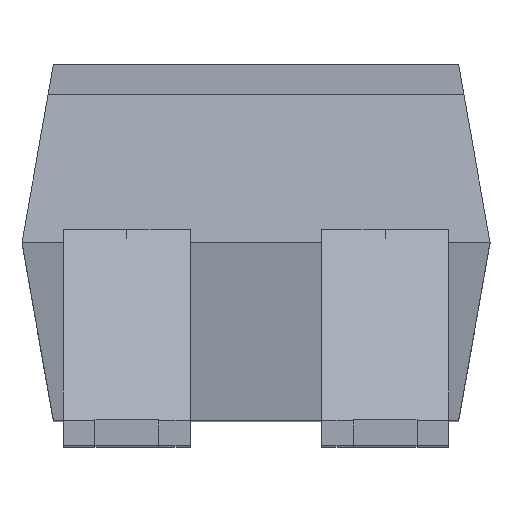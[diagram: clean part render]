
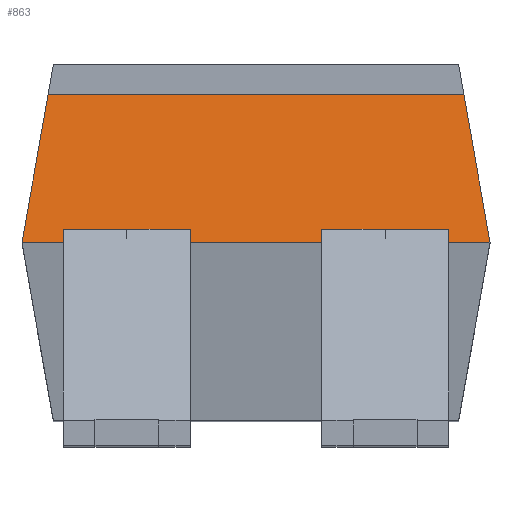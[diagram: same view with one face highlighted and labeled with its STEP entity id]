
A CAD part, top view. The second image highlights one B-rep face of the part: STEP entity #863.
In plain terms, the highlighted planar face has unit normal (0, 0.174, 0.985).
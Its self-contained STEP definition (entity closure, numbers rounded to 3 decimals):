
#6 = VERTEX_POINT ( 'NONE', #2370 ) ;
#15 = ORIENTED_EDGE ( 'NONE', *, *, #2621, .F. ) ;
#147 = DIRECTION ( 'NONE',  ( -0.171, -0.97, 0.171 ) ) ;
#152 = ORIENTED_EDGE ( 'NONE', *, *, #171, .T. ) ;
#171 = EDGE_CURVE ( 'NONE', #2530, #2296, #1964, .T. ) ;
#177 = VECTOR ( 'NONE', #147, 1000. ) ;
#215 = DIRECTION ( 'NONE',  ( 0., 0.985, -0.174 ) ) ;
#228 = CARTESIAN_POINT ( 'NONE',  ( -2.3, 0., 3.25 ) ) ;
#240 = ORIENTED_EDGE ( 'NONE', *, *, #2546, .T. ) ;
#254 = CARTESIAN_POINT ( 'NONE',  ( -1.27, 0.125, 3.228 ) ) ;
#274 = LINE ( 'NONE', #3021, #1670 ) ;
#277 = CARTESIAN_POINT ( 'NONE',  ( -1.27, 0., 3.25 ) ) ;
#290 = LINE ( 'NONE', #2146, #1645 ) ;
#398 = VERTEX_POINT ( 'NONE', #254 ) ;
#409 = DIRECTION ( 'NONE',  ( -1., 0., 0. ) ) ;
#422 = LINE ( 'NONE', #2975, #2571 ) ;
#456 = CARTESIAN_POINT ( 'NONE',  ( -2.3, 0.125, 3.228 ) ) ;
#502 = DIRECTION ( 'NONE',  ( 1., 0., 0. ) ) ;
#553 = DIRECTION ( 'NONE',  ( 1., 0., 0. ) ) ;
#594 = CARTESIAN_POINT ( 'NONE',  ( -2.3, 1.454, 2.994 ) ) ;
#604 = VECTOR ( 'NONE', #553, 1000. ) ;
#660 = CARTESIAN_POINT ( 'NONE',  ( 2.3, 0., 3.25 ) ) ;
#699 = LINE ( 'NONE', #456, #2984 ) ;
#732 = VECTOR ( 'NONE', #2942, 1000. ) ;
#828 = VECTOR ( 'NONE', #215, 1000. ) ;
#863 = ADVANCED_FACE ( 'NONE', ( #1611 ), #2523, .T. ) ;
#871 = CARTESIAN_POINT ( 'NONE',  ( -0.645, 0., 3.25 ) ) ;
#881 = CARTESIAN_POINT ( 'NONE',  ( -1.27, 0., 3.25 ) ) ;
#917 = DIRECTION ( 'NONE',  ( 0.171, -0.97, 0.171 ) ) ;
#970 = EDGE_CURVE ( 'NONE', #6, #2974, #290, .T. ) ;
#992 = EDGE_CURVE ( 'NONE', #1542, #1460, #1737, .T. ) ;
#1056 = EDGE_CURVE ( 'NONE', #2459, #398, #422, .T. ) ;
#1098 = LINE ( 'NONE', #1117, #732 ) ;
#1117 = CARTESIAN_POINT ( 'NONE',  ( 1.27, 0., 3.25 ) ) ;
#1134 = CARTESIAN_POINT ( 'NONE',  ( -2.3, 0., 3.25 ) ) ;
#1168 = DIRECTION ( 'NONE',  ( 0., -0.985, 0.174 ) ) ;
#1184 = LINE ( 'NONE', #2382, #2587 ) ;
#1289 = DIRECTION ( 'NONE',  ( -1., 0., 0. ) ) ;
#1296 = ORIENTED_EDGE ( 'NONE', *, *, #1384, .F. ) ;
#1302 = CARTESIAN_POINT ( 'NONE',  ( -0.645, 0.125, 3.228 ) ) ;
#1313 = EDGE_CURVE ( 'NONE', #2296, #1895, #2114, .T. ) ;
#1378 = EDGE_CURVE ( 'NONE', #1895, #2712, #699, .T. ) ;
#1382 = VECTOR ( 'NONE', #2816, 1000. ) ;
#1384 = EDGE_CURVE ( 'NONE', #1542, #2974, #274, .T. ) ;
#1419 = AXIS2_PLACEMENT_3D ( 'NONE', #1134, #1850, #1168 ) ;
#1460 = VERTEX_POINT ( 'NONE', #2859 ) ;
#1542 = VERTEX_POINT ( 'NONE', #1624 ) ;
#1553 = CARTESIAN_POINT ( 'NONE',  ( -2.3, 0., 3.25 ) ) ;
#1575 = DIRECTION ( 'NONE',  ( 0., -0.985, 0.174 ) ) ;
#1611 = FACE_OUTER_BOUND ( 'NONE', #2334, .T. ) ;
#1624 = CARTESIAN_POINT ( 'NONE',  ( 2.044, 1.454, 2.994 ) ) ;
#1632 = ORIENTED_EDGE ( 'NONE', *, *, #2603, .T. ) ;
#1645 = VECTOR ( 'NONE', #2832, 1000. ) ;
#1670 = VECTOR ( 'NONE', #917, 1000. ) ;
#1680 = VECTOR ( 'NONE', #1575, 1000. ) ;
#1731 = CARTESIAN_POINT ( 'NONE',  ( -2.3, 0., 3.25 ) ) ;
#1737 = LINE ( 'NONE', #594, #3019 ) ;
#1782 = LINE ( 'NONE', #881, #1680 ) ;
#1802 = ORIENTED_EDGE ( 'NONE', *, *, #1378, .T. ) ;
#1823 = LINE ( 'NONE', #1553, #177 ) ;
#1850 = DIRECTION ( 'NONE',  ( 0., 0.174, 0.985 ) ) ;
#1869 = DIRECTION ( 'NONE',  ( 0., 0.985, -0.174 ) ) ;
#1895 = VERTEX_POINT ( 'NONE', #2419 ) ;
#1964 = LINE ( 'NONE', #1731, #604 ) ;
#2054 = ORIENTED_EDGE ( 'NONE', *, *, #1313, .T. ) ;
#2103 = ORIENTED_EDGE ( 'NONE', *, *, #1056, .F. ) ;
#2114 = LINE ( 'NONE', #2788, #828 ) ;
#2146 = CARTESIAN_POINT ( 'NONE',  ( -2.3, 0., 3.25 ) ) ;
#2153 = ORIENTED_EDGE ( 'NONE', *, *, #970, .T. ) ;
#2247 = ORIENTED_EDGE ( 'NONE', *, *, #992, .T. ) ;
#2296 = VERTEX_POINT ( 'NONE', #3051 ) ;
#2334 = EDGE_LOOP ( 'NONE', ( #1296, #2247, #240, #1632, #2388, #2103, #15, #152, #2054, #1802, #2749, #2153 ) ) ;
#2355 = CARTESIAN_POINT ( 'NONE',  ( -2.3, 0., 3.25 ) ) ;
#2370 = CARTESIAN_POINT ( 'NONE',  ( 1.27, 0., 3.25 ) ) ;
#2382 = CARTESIAN_POINT ( 'NONE',  ( -0.645, 0., 3.25 ) ) ;
#2388 = ORIENTED_EDGE ( 'NONE', *, *, #2851, .F. ) ;
#2419 = CARTESIAN_POINT ( 'NONE',  ( 0.645, 0.125, 3.228 ) ) ;
#2459 = VERTEX_POINT ( 'NONE', #1302 ) ;
#2503 = VERTEX_POINT ( 'NONE', #277 ) ;
#2523 = PLANE ( 'NONE',  #1419 ) ;
#2530 = VERTEX_POINT ( 'NONE', #871 ) ;
#2546 = EDGE_CURVE ( 'NONE', #1460, #2620, #1823, .T. ) ;
#2558 = EDGE_CURVE ( 'NONE', #2712, #6, #1098, .T. ) ;
#2571 = VECTOR ( 'NONE', #409, 1000. ) ;
#2587 = VECTOR ( 'NONE', #1869, 1000. ) ;
#2599 = LINE ( 'NONE', #2355, #1382 ) ;
#2603 = EDGE_CURVE ( 'NONE', #2620, #2503, #2599, .T. ) ;
#2620 = VERTEX_POINT ( 'NONE', #228 ) ;
#2621 = EDGE_CURVE ( 'NONE', #2530, #2459, #1184, .T. ) ;
#2712 = VERTEX_POINT ( 'NONE', #2806 ) ;
#2749 = ORIENTED_EDGE ( 'NONE', *, *, #2558, .T. ) ;
#2788 = CARTESIAN_POINT ( 'NONE',  ( 0.645, 0., 3.25 ) ) ;
#2806 = CARTESIAN_POINT ( 'NONE',  ( 1.27, 0.125, 3.228 ) ) ;
#2816 = DIRECTION ( 'NONE',  ( 1., 0., 0. ) ) ;
#2832 = DIRECTION ( 'NONE',  ( 1., 0., 0. ) ) ;
#2851 = EDGE_CURVE ( 'NONE', #398, #2503, #1782, .T. ) ;
#2859 = CARTESIAN_POINT ( 'NONE',  ( -2.044, 1.454, 2.994 ) ) ;
#2942 = DIRECTION ( 'NONE',  ( 0., -0.985, 0.174 ) ) ;
#2974 = VERTEX_POINT ( 'NONE', #660 ) ;
#2975 = CARTESIAN_POINT ( 'NONE',  ( -2.3, 0.125, 3.228 ) ) ;
#2984 = VECTOR ( 'NONE', #502, 1000. ) ;
#3019 = VECTOR ( 'NONE', #1289, 1000. ) ;
#3021 = CARTESIAN_POINT ( 'NONE',  ( 2.11, 1.079, 3.06 ) ) ;
#3051 = CARTESIAN_POINT ( 'NONE',  ( 0.645, 0., 3.25 ) ) ;
